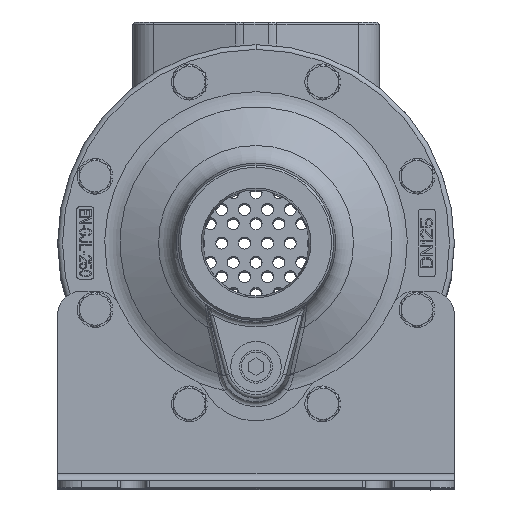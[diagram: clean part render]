
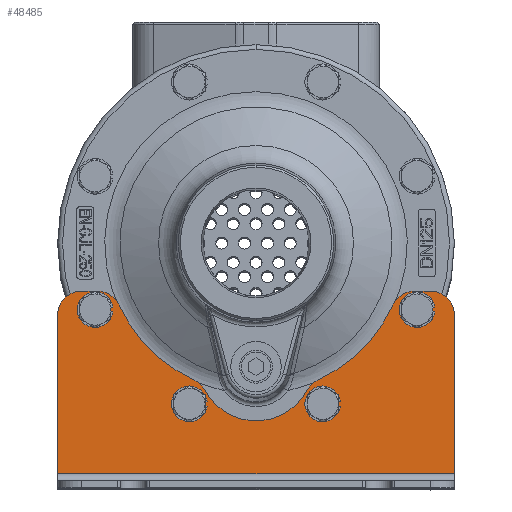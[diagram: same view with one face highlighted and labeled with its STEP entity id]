
A CAD part, top view. The second image highlights one B-rep face of the part: STEP entity #48485.
In plain terms, the highlighted planar face has unit normal (0, 0, 1).
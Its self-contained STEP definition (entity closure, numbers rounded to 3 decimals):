
#47407=DIRECTION('',(0.,-1.,0.));
#47408=VECTOR('',#47407,66.);
#47409=CARTESIAN_POINT('',(0.,72.,3.));
#47410=LINE('',#47409,#47408);
#47635=DIRECTION('',(0.,-1.,0.));
#47636=VECTOR('',#47635,66.);
#47637=CARTESIAN_POINT('',(165.,72.,3.));
#47638=LINE('',#47637,#47636);
#47666=CARTESIAN_POINT('',(54.755,35.02,3.));
#47667=DIRECTION('',(0.,0.,1.));
#47668=DIRECTION('',(1.,0.,0.));
#47669=AXIS2_PLACEMENT_3D('',#47666,#47667,#47668);
#47671=CARTESIAN_POINT('',(54.755,35.02,3.));
#47672=DIRECTION('',(0.,0.,1.));
#47673=DIRECTION('',(-1.,0.,0.));
#47674=AXIS2_PLACEMENT_3D('',#47671,#47672,#47673);
#47676=CARTESIAN_POINT('',(110.245,35.02,3.));
#47677=DIRECTION('',(0.,0.,-1.));
#47678=DIRECTION('',(-1.,0.,0.));
#47679=AXIS2_PLACEMENT_3D('',#47676,#47677,#47678);
#47681=CARTESIAN_POINT('',(110.245,35.02,3.));
#47682=DIRECTION('',(0.,0.,-1.));
#47683=DIRECTION('',(1.,0.,0.));
#47684=AXIS2_PLACEMENT_3D('',#47681,#47682,#47683);
#47686=CARTESIAN_POINT('',(15.52,74.26,3.));
#47687=DIRECTION('',(0.,0.,1.));
#47688=DIRECTION('',(1.,0.,0.));
#47689=AXIS2_PLACEMENT_3D('',#47686,#47687,#47688);
#47691=CARTESIAN_POINT('',(15.52,74.26,3.));
#47692=DIRECTION('',(0.,0.,1.));
#47693=DIRECTION('',(-1.,0.,0.));
#47694=AXIS2_PLACEMENT_3D('',#47691,#47692,#47693);
#47696=CARTESIAN_POINT('',(149.48,74.26,3.));
#47697=DIRECTION('',(0.,0.,-1.));
#47698=DIRECTION('',(-1.,0.,0.));
#47699=AXIS2_PLACEMENT_3D('',#47696,#47697,#47698);
#47701=CARTESIAN_POINT('',(149.48,74.26,3.));
#47702=DIRECTION('',(0.,0.,-1.));
#47703=DIRECTION('',(1.,0.,0.));
#47704=AXIS2_PLACEMENT_3D('',#47701,#47702,#47703);
#47706=CARTESIAN_POINT('',(112.499,35.998,3.));
#47707=DIRECTION('',(0.,0.,1.));
#47708=DIRECTION('',(-0.414,0.91,0.));
#47709=AXIS2_PLACEMENT_3D('',#47706,#47707,#47708);
#47711=CARTESIAN_POINT('',(82.5,102.,3.));
#47712=DIRECTION('',(0.,0.,-1.));
#47713=DIRECTION('',(0.91,-0.414,0.));
#47714=AXIS2_PLACEMENT_3D('',#47711,#47712,#47713);
#47716=CARTESIAN_POINT('',(148.502,72.,3.));
#47717=DIRECTION('',(0.,0.,1.));
#47718=DIRECTION('',(0.,1.,0.));
#47719=AXIS2_PLACEMENT_3D('',#47716,#47717,#47718);
#47721=DIRECTION('',(1.,0.,0.));
#47722=VECTOR('',#47721,6.498);
#47723=CARTESIAN_POINT('',(148.502,82.,3.));
#47724=LINE('',#47723,#47722);
#47725=CARTESIAN_POINT('',(155.,72.,3.));
#47726=DIRECTION('',(0.,0.,1.));
#47727=DIRECTION('',(1.,0.,0.));
#47728=AXIS2_PLACEMENT_3D('',#47725,#47726,#47727);
#47730=DIRECTION('',(1.,0.,0.));
#47731=VECTOR('',#47730,165.);
#47732=CARTESIAN_POINT('',(0.,6.,3.));
#47733=LINE('',#47732,#47731);
#47734=CARTESIAN_POINT('',(10.,72.,3.));
#47735=DIRECTION('',(0.,0.,1.));
#47736=DIRECTION('',(0.,1.,0.));
#47737=AXIS2_PLACEMENT_3D('',#47734,#47735,#47736);
#47739=DIRECTION('',(1.,0.,0.));
#47740=VECTOR('',#47739,6.498);
#47741=CARTESIAN_POINT('',(10.,82.,3.));
#47742=LINE('',#47741,#47740);
#47743=CARTESIAN_POINT('',(16.498,72.,3.));
#47744=DIRECTION('',(0.,0.,1.));
#47745=DIRECTION('',(0.91,0.414,0.));
#47746=AXIS2_PLACEMENT_3D('',#47743,#47744,#47745);
#47748=CARTESIAN_POINT('',(82.5,102.,3.));
#47749=DIRECTION('',(0.,0.,-1.));
#47750=DIRECTION('',(-0.414,-0.91,0.));
#47751=AXIS2_PLACEMENT_3D('',#47748,#47749,#47750);
#47753=CARTESIAN_POINT('',(52.501,35.998,3.));
#47754=DIRECTION('',(0.,0.,1.));
#47755=DIRECTION('',(0.882,0.471,0.));
#47756=AXIS2_PLACEMENT_3D('',#47753,#47754,#47755);
#47758=CARTESIAN_POINT('',(82.5,52.,3.));
#47759=DIRECTION('',(0.,0.,-1.));
#47760=DIRECTION('',(0.882,-0.471,0.));
#47761=AXIS2_PLACEMENT_3D('',#47758,#47759,#47760);
#47952=CARTESIAN_POINT('',(0.,6.,3.));
#47953=CARTESIAN_POINT('',(165.,6.,3.));
#47954=VERTEX_POINT('',#47952);
#47955=VERTEX_POINT('',#47953);
#47968=CARTESIAN_POINT('',(59.505,35.02,3.));
#47969=CARTESIAN_POINT('',(50.005,35.02,3.));
#47970=VERTEX_POINT('',#47968);
#47971=VERTEX_POINT('',#47969);
#47972=CARTESIAN_POINT('',(105.495,35.02,3.));
#47974=VERTEX_POINT('',#47972);
#47976=CARTESIAN_POINT('',(114.995,35.02,3.));
#47978=VERTEX_POINT('',#47976);
#47980=CARTESIAN_POINT('',(165.,72.,3.));
#47981=CARTESIAN_POINT('',(155.,82.,3.));
#47982=VERTEX_POINT('',#47980);
#47983=VERTEX_POINT('',#47981);
#47992=CARTESIAN_POINT('',(10.,82.,3.));
#47993=VERTEX_POINT('',#47992);
#47994=CARTESIAN_POINT('',(0.,72.,3.));
#47995=VERTEX_POINT('',#47994);
#48072=CARTESIAN_POINT('',(20.27,74.26,3.));
#48073=CARTESIAN_POINT('',(10.77,74.26,3.));
#48074=VERTEX_POINT('',#48072);
#48075=VERTEX_POINT('',#48073);
#48076=CARTESIAN_POINT('',(144.73,74.26,3.));
#48078=VERTEX_POINT('',#48076);
#48080=CARTESIAN_POINT('',(154.23,74.26,3.));
#48082=VERTEX_POINT('',#48080);
#48088=CARTESIAN_POINT('',(25.602,76.138,3.));
#48089=VERTEX_POINT('',#48088);
#48090=CARTESIAN_POINT('',(16.498,82.,3.));
#48091=VERTEX_POINT('',#48090);
#48092=CARTESIAN_POINT('',(148.502,82.,3.));
#48093=CARTESIAN_POINT('',(139.398,76.138,3.));
#48094=VERTEX_POINT('',#48092);
#48095=VERTEX_POINT('',#48093);
#48104=CARTESIAN_POINT('',(108.361,45.101,3.));
#48105=VERTEX_POINT('',#48104);
#48106=CARTESIAN_POINT('',(103.676,40.704,3.));
#48107=VERTEX_POINT('',#48106);
#48112=CARTESIAN_POINT('',(61.324,40.704,3.));
#48113=VERTEX_POINT('',#48112);
#48114=CARTESIAN_POINT('',(56.639,45.101,3.));
#48115=VERTEX_POINT('',#48114);
#48429=CARTESIAN_POINT('',(0.,82.,3.));
#48430=DIRECTION('',(0.,0.,1.));
#48431=DIRECTION('',(0.,-1.,0.));
#48432=AXIS2_PLACEMENT_3D('',#48429,#48430,#48431);
#48433=PLANE('',#48432);
#48435=ORIENTED_EDGE('',*,*,#48434,.F.);
#48437=ORIENTED_EDGE('',*,*,#48436,.F.);
#48439=ORIENTED_EDGE('',*,*,#48438,.F.);
#48441=ORIENTED_EDGE('',*,*,#48440,.T.);
#48443=ORIENTED_EDGE('',*,*,#48442,.F.);
#48444=ORIENTED_EDGE('',*,*,#48404,.T.);
#48445=ORIENTED_EDGE('',*,*,#48423,.F.);
#48446=ORIENTED_EDGE('',*,*,#48131,.F.);
#48448=ORIENTED_EDGE('',*,*,#48447,.F.);
#48450=ORIENTED_EDGE('',*,*,#48449,.T.);
#48452=ORIENTED_EDGE('',*,*,#48451,.F.);
#48454=ORIENTED_EDGE('',*,*,#48453,.F.);
#48456=ORIENTED_EDGE('',*,*,#48455,.F.);
#48458=ORIENTED_EDGE('',*,*,#48457,.F.);
#48459=EDGE_LOOP('',(#48435,#48437,#48439,#48441,#48443,#48444,#48445,#48446,
#48448,#48450,#48452,#48454,#48456,#48458));
#48460=FACE_OUTER_BOUND('',#48459,.F.);
#48462=ORIENTED_EDGE('',*,*,#48461,.F.);
#48464=ORIENTED_EDGE('',*,*,#48463,.F.);
#48465=EDGE_LOOP('',(#48462,#48464));
#48466=FACE_BOUND('',#48465,.F.);
#48468=ORIENTED_EDGE('',*,*,#48467,.T.);
#48470=ORIENTED_EDGE('',*,*,#48469,.T.);
#48471=EDGE_LOOP('',(#48468,#48470));
#48472=FACE_BOUND('',#48471,.F.);
#48474=ORIENTED_EDGE('',*,*,#48473,.F.);
#48476=ORIENTED_EDGE('',*,*,#48475,.F.);
#48477=EDGE_LOOP('',(#48474,#48476));
#48478=FACE_BOUND('',#48477,.F.);
#48480=ORIENTED_EDGE('',*,*,#48479,.T.);
#48482=ORIENTED_EDGE('',*,*,#48481,.T.);
#48483=EDGE_LOOP('',(#48480,#48482));
#48484=FACE_BOUND('',#48483,.F.);
#48485=ADVANCED_FACE('',(#48460,#48466,#48472,#48478,#48484),#48433,.T.);
#47670=CIRCLE('',#47669,4.75);
#47675=CIRCLE('',#47674,4.75);
#47680=CIRCLE('',#47679,4.75);
#47685=CIRCLE('',#47684,4.75);
#47690=CIRCLE('',#47689,4.75);
#47695=CIRCLE('',#47694,4.75);
#47700=CIRCLE('',#47699,4.75);
#47705=CIRCLE('',#47704,4.75);
#47710=CIRCLE('',#47709,10.);
#47715=CIRCLE('',#47714,62.5);
#47720=CIRCLE('',#47719,10.);
#47729=CIRCLE('',#47728,10.);
#47738=CIRCLE('',#47737,10.);
#47747=CIRCLE('',#47746,10.);
#47752=CIRCLE('',#47751,62.5);
#47757=CIRCLE('',#47756,10.);
#47762=CIRCLE('',#47761,24.);
#48131=EDGE_CURVE('',#47995,#47954,#47410,.T.);
#48404=EDGE_CURVE('',#47982,#47955,#47638,.T.);
#48423=EDGE_CURVE('',#47954,#47955,#47733,.T.);
#48434=EDGE_CURVE('',#48105,#48107,#47710,.T.);
#48436=EDGE_CURVE('',#48095,#48105,#47715,.T.);
#48438=EDGE_CURVE('',#48094,#48095,#47720,.T.);
#48440=EDGE_CURVE('',#48094,#47983,#47724,.T.);
#48442=EDGE_CURVE('',#47982,#47983,#47729,.T.);
#48447=EDGE_CURVE('',#47993,#47995,#47738,.T.);
#48449=EDGE_CURVE('',#47993,#48091,#47742,.T.);
#48451=EDGE_CURVE('',#48089,#48091,#47747,.T.);
#48453=EDGE_CURVE('',#48115,#48089,#47752,.T.);
#48455=EDGE_CURVE('',#48113,#48115,#47757,.T.);
#48457=EDGE_CURVE('',#48107,#48113,#47762,.T.);
#48461=EDGE_CURVE('',#47974,#47978,#47680,.T.);
#48463=EDGE_CURVE('',#47978,#47974,#47685,.T.);
#48467=EDGE_CURVE('',#48074,#48075,#47690,.T.);
#48469=EDGE_CURVE('',#48075,#48074,#47695,.T.);
#48473=EDGE_CURVE('',#48078,#48082,#47700,.T.);
#48475=EDGE_CURVE('',#48082,#48078,#47705,.T.);
#48479=EDGE_CURVE('',#47970,#47971,#47670,.T.);
#48481=EDGE_CURVE('',#47971,#47970,#47675,.T.);
